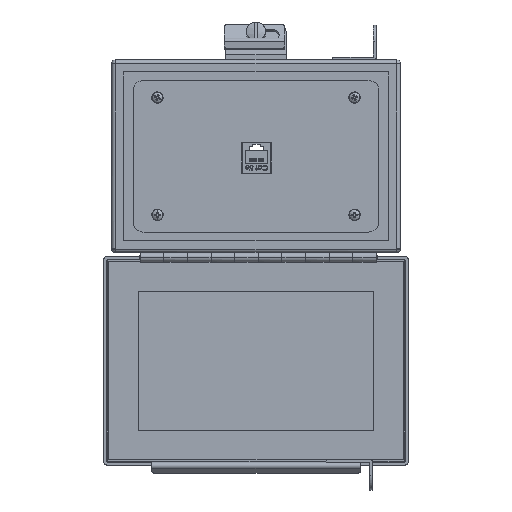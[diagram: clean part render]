
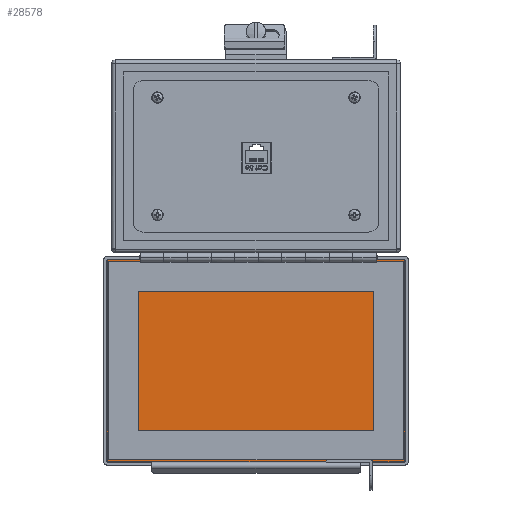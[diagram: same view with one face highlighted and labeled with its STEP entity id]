
A CAD part, top view. The second image highlights one B-rep face of the part: STEP entity #28578.
In plain terms, the highlighted planar face has unit normal (0, 0, 1).
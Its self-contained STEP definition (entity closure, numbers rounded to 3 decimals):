
#335 = CARTESIAN_POINT ( 'NONE',  ( -61.15, -54.61, 22.479 ) ) ;
#489 = EDGE_CURVE ( 'NONE', #64383, #59586, #35878, .T. ) ;
#505 = CIRCLE ( 'NONE', #26040, 0.317 ) ;
#867 = VERTEX_POINT ( 'NONE', #335 ) ;
#1268 = DIRECTION ( 'NONE',  ( 1., 0., 0. ) ) ;
#1272 = VERTEX_POINT ( 'NONE', #25466 ) ;
#1365 = AXIS2_PLACEMENT_3D ( 'NONE', #43080, #93492, #50350 ) ;
#2046 = VECTOR ( 'NONE', #19346, 1000. ) ;
#2281 = EDGE_CURVE ( 'NONE', #1272, #76987, #68467, .T. ) ;
#2408 = EDGE_CURVE ( 'NONE', #5375, #76987, #30106, .T. ) ;
#3868 = DIRECTION ( 'NONE',  ( 0., 0., -1. ) ) ;
#4885 = DIRECTION ( 'NONE',  ( 1., 0., 0. ) ) ;
#5375 = VERTEX_POINT ( 'NONE', #38671 ) ;
#6214 = VERTEX_POINT ( 'NONE', #20550 ) ;
#6238 = ORIENTED_EDGE ( 'NONE', *, *, #48272, .T. ) ;
#6327 = DIRECTION ( 'NONE',  ( 0., 1., 0. ) ) ;
#6967 = EDGE_CURVE ( 'NONE', #64383, #5375, #8166, .T. ) ;
#7146 = FACE_OUTER_BOUND ( 'NONE', #11916, .T. ) ;
#8166 = LINE ( 'NONE', #90448, #25055 ) ;
#8994 = VERTEX_POINT ( 'NONE', #19743 ) ;
#9713 = CARTESIAN_POINT ( 'NONE',  ( 63.564, -55.88, 22.479 ) ) ;
#10722 = ORIENTED_EDGE ( 'NONE', *, *, #6967, .F. ) ;
#11091 = VECTOR ( 'NONE', #15710, 1000. ) ;
#11480 = CARTESIAN_POINT ( 'NONE',  ( 78.677, -54.61, 22.479 ) ) ;
#11916 = EDGE_LOOP ( 'NONE', ( #10722, #18493, #16269, #40625, #37552, #88627, #6238, #47332, #74418, #38519, #87761, #50934, #48502, #43258, #53460, #89524 ) ) ;
#12472 = CARTESIAN_POINT ( 'NONE',  ( -61.15, -107.95, 22.479 ) ) ;
#12708 = CARTESIAN_POINT ( 'NONE',  ( 37.084, -107.95, 22.479 ) ) ;
#12976 = CIRCLE ( 'NONE', #58725, 0.317 ) ;
#13948 = VECTOR ( 'NONE', #1268, 1000. ) ;
#14155 = PLANE ( 'NONE',  #63126 ) ;
#15597 = VERTEX_POINT ( 'NONE', #80646 ) ;
#15710 = DIRECTION ( 'NONE',  ( 0., -1., 0. ) ) ;
#16269 = ORIENTED_EDGE ( 'NONE', *, *, #53697, .T. ) ;
#18493 = ORIENTED_EDGE ( 'NONE', *, *, #489, .T. ) ;
#18514 = CARTESIAN_POINT ( 'NONE',  ( 0., -54.61, 22.479 ) ) ;
#18726 = DIRECTION ( 'NONE',  ( 1., 0., 0. ) ) ;
#19324 = VERTEX_POINT ( 'NONE', #77042 ) ;
#19346 = DIRECTION ( 'NONE',  ( -1., 0., 0. ) ) ;
#19730 = DIRECTION ( 'NONE',  ( 0., 1., 0. ) ) ;
#19743 = CARTESIAN_POINT ( 'NONE',  ( -78.613, -160.982, 22.479 ) ) ;
#19959 = DIRECTION ( 'NONE',  ( 0., 1., 0. ) ) ;
#20550 = CARTESIAN_POINT ( 'NONE',  ( 59.944, -161.29, 22.479 ) ) ;
#21892 = VECTOR ( 'NONE', #25920, 1000. ) ;
#22281 = CARTESIAN_POINT ( 'NONE',  ( -78.359, -54.61, 22.479 ) ) ;
#22624 = CARTESIAN_POINT ( 'NONE',  ( 59.944, -107.95, 22.479 ) ) ;
#23080 = VECTOR ( 'NONE', #19730, 1000. ) ;
#24211 = VECTOR ( 'NONE', #19959, 1000. ) ;
#24383 = CARTESIAN_POINT ( 'NONE',  ( 78.373, -161.29, 22.479 ) ) ;
#24963 = VERTEX_POINT ( 'NONE', #45312 ) ;
#25055 = VECTOR ( 'NONE', #62682, 1000. ) ;
#25466 = CARTESIAN_POINT ( 'NONE',  ( 78.613, -54.921, 22.479 ) ) ;
#25616 = CARTESIAN_POINT ( 'NONE',  ( 78.613, -107.95, 22.479 ) ) ;
#25920 = DIRECTION ( 'NONE',  ( 0., 1., 0. ) ) ;
#26040 = AXIS2_PLACEMENT_3D ( 'NONE', #92679, #49504, #6327 ) ;
#26947 = VECTOR ( 'NONE', #53370, 1000. ) ;
#28537 = DIRECTION ( 'NONE',  ( 0., -1., 0. ) ) ;
#28578 = ADVANCED_FACE ( 'NONE', ( #7146 ), #14155, .T. ) ;
#30106 = LINE ( 'NONE', #76775, #83164 ) ;
#30261 = LINE ( 'NONE', #22624, #11091 ) ;
#31997 = LINE ( 'NONE', #91034, #34303 ) ;
#32326 = CARTESIAN_POINT ( 'NONE',  ( 37.084, -161.29, 22.479 ) ) ;
#33052 = DIRECTION ( 'NONE',  ( 1., 0., 0. ) ) ;
#33835 = CARTESIAN_POINT ( 'NONE',  ( 78.359, -54.61, 22.479 ) ) ;
#34303 = VECTOR ( 'NONE', #33052, 1000. ) ;
#35878 = LINE ( 'NONE', #69817, #2046 ) ;
#37353 = EDGE_CURVE ( 'NONE', #79351, #6214, #30261, .T. ) ;
#37552 = ORIENTED_EDGE ( 'NONE', *, *, #72744, .T. ) ;
#37994 = VERTEX_POINT ( 'NONE', #80285 ) ;
#38519 = ORIENTED_EDGE ( 'NONE', *, *, #47473, .T. ) ;
#38671 = CARTESIAN_POINT ( 'NONE',  ( 63.564, -54.61, 22.479 ) ) ;
#40137 = VECTOR ( 'NONE', #28537, 1000. ) ;
#40625 = ORIENTED_EDGE ( 'NONE', *, *, #43964, .T. ) ;
#42693 = VECTOR ( 'NONE', #76242, 1000. ) ;
#43080 = CARTESIAN_POINT ( 'NONE',  ( -78.69, -161.29, 22.479 ) ) ;
#43160 = DIRECTION ( 'NONE',  ( 0., 0., 1. ) ) ;
#43258 = ORIENTED_EDGE ( 'NONE', *, *, #89526, .T. ) ;
#43289 = EDGE_CURVE ( 'NONE', #37994, #77948, #82259, .T. ) ;
#43964 = EDGE_CURVE ( 'NONE', #867, #90891, #81084, .T. ) ;
#45312 = CARTESIAN_POINT ( 'NONE',  ( -78.613, -54.921, 22.479 ) ) ;
#45693 = LINE ( 'NONE', #12708, #24211 ) ;
#47058 = EDGE_CURVE ( 'NONE', #76784, #19324, #505, .T. ) ;
#47073 = CARTESIAN_POINT ( 'NONE',  ( -78.676, -54.61, 22.479 ) ) ;
#47332 = ORIENTED_EDGE ( 'NONE', *, *, #43289, .T. ) ;
#47473 = EDGE_CURVE ( 'NONE', #15597, #79351, #90663, .T. ) ;
#48272 = EDGE_CURVE ( 'NONE', #8994, #37994, #49974, .T. ) ;
#48502 = ORIENTED_EDGE ( 'NONE', *, *, #47058, .T. ) ;
#49504 = DIRECTION ( 'NONE',  ( 0., 0., -1. ) ) ;
#49974 = CIRCLE ( 'NONE', #1365, 0.317 ) ;
#50054 = CARTESIAN_POINT ( 'NONE',  ( -61.15, -55.88, 22.479 ) ) ;
#50350 = DIRECTION ( 'NONE',  ( 1., 0., 0. ) ) ;
#50934 = ORIENTED_EDGE ( 'NONE', *, *, #69815, .T. ) ;
#51709 = CARTESIAN_POINT ( 'NONE',  ( 0., -160.02, 22.479 ) ) ;
#53370 = DIRECTION ( 'NONE',  ( 1., 0., 0. ) ) ;
#53460 = ORIENTED_EDGE ( 'NONE', *, *, #2281, .T. ) ;
#53697 = EDGE_CURVE ( 'NONE', #59586, #867, #61442, .T. ) ;
#54352 = DIRECTION ( 'NONE',  ( -1., 0., 0. ) ) ;
#56488 = CARTESIAN_POINT ( 'NONE',  ( 59.944, -160.02, 22.479 ) ) ;
#57057 = LINE ( 'NONE', #71786, #40137 ) ;
#58725 = AXIS2_PLACEMENT_3D ( 'NONE', #47073, #3868, #54352 ) ;
#59586 = VERTEX_POINT ( 'NONE', #50054 ) ;
#61442 = LINE ( 'NONE', #12472, #23080 ) ;
#61806 = CARTESIAN_POINT ( 'NONE',  ( 0., -161.29, 22.479 ) ) ;
#61909 = DIRECTION ( 'NONE',  ( 0., 0., -1. ) ) ;
#62682 = DIRECTION ( 'NONE',  ( 0., 1., 0. ) ) ;
#63126 = AXIS2_PLACEMENT_3D ( 'NONE', #86339, #43160, #93568 ) ;
#64383 = VERTEX_POINT ( 'NONE', #9713 ) ;
#67014 = EDGE_CURVE ( 'NONE', #24963, #8994, #57057, .T. ) ;
#68015 = EDGE_CURVE ( 'NONE', #77948, #15597, #45693, .T. ) ;
#68467 = CIRCLE ( 'NONE', #80319, 0.317 ) ;
#69815 = EDGE_CURVE ( 'NONE', #6214, #76784, #31997, .T. ) ;
#69817 = CARTESIAN_POINT ( 'NONE',  ( 0., -55.88, 22.479 ) ) ;
#71786 = CARTESIAN_POINT ( 'NONE',  ( -78.613, -107.95, 22.479 ) ) ;
#72744 = EDGE_CURVE ( 'NONE', #90891, #24963, #12976, .T. ) ;
#74418 = ORIENTED_EDGE ( 'NONE', *, *, #68015, .T. ) ;
#76242 = DIRECTION ( 'NONE',  ( -1., 0., 0. ) ) ;
#76775 = CARTESIAN_POINT ( 'NONE',  ( 71.025, -54.61, 22.479 ) ) ;
#76784 = VERTEX_POINT ( 'NONE', #24383 ) ;
#76987 = VERTEX_POINT ( 'NONE', #33835 ) ;
#77042 = CARTESIAN_POINT ( 'NONE',  ( 78.613, -160.982, 22.479 ) ) ;
#77948 = VERTEX_POINT ( 'NONE', #32326 ) ;
#79351 = VERTEX_POINT ( 'NONE', #56488 ) ;
#80285 = CARTESIAN_POINT ( 'NONE',  ( -78.373, -161.29, 22.479 ) ) ;
#80319 = AXIS2_PLACEMENT_3D ( 'NONE', #11480, #61909, #18726 ) ;
#80646 = CARTESIAN_POINT ( 'NONE',  ( 37.084, -160.02, 22.479 ) ) ;
#81084 = LINE ( 'NONE', #18514, #42693 ) ;
#82259 = LINE ( 'NONE', #61806, #26947 ) ;
#83164 = VECTOR ( 'NONE', #4885, 1000. ) ;
#86339 = CARTESIAN_POINT ( 'NONE',  ( 78.613, -161.29, 22.479 ) ) ;
#87761 = ORIENTED_EDGE ( 'NONE', *, *, #37353, .T. ) ;
#88627 = ORIENTED_EDGE ( 'NONE', *, *, #67014, .T. ) ;
#89524 = ORIENTED_EDGE ( 'NONE', *, *, #2408, .F. ) ;
#89526 = EDGE_CURVE ( 'NONE', #19324, #1272, #89570, .T. ) ;
#89570 = LINE ( 'NONE', #25616, #21892 ) ;
#90448 = CARTESIAN_POINT ( 'NONE',  ( 63.564, -55.118, 22.479 ) ) ;
#90663 = LINE ( 'NONE', #51709, #13948 ) ;
#90891 = VERTEX_POINT ( 'NONE', #22281 ) ;
#91034 = CARTESIAN_POINT ( 'NONE',  ( 0., -161.29, 22.479 ) ) ;
#92679 = CARTESIAN_POINT ( 'NONE',  ( 78.69, -161.29, 22.479 ) ) ;
#93492 = DIRECTION ( 'NONE',  ( 0., 0., -1. ) ) ;
#93568 = DIRECTION ( 'NONE',  ( 0., 1., 0. ) ) ;
